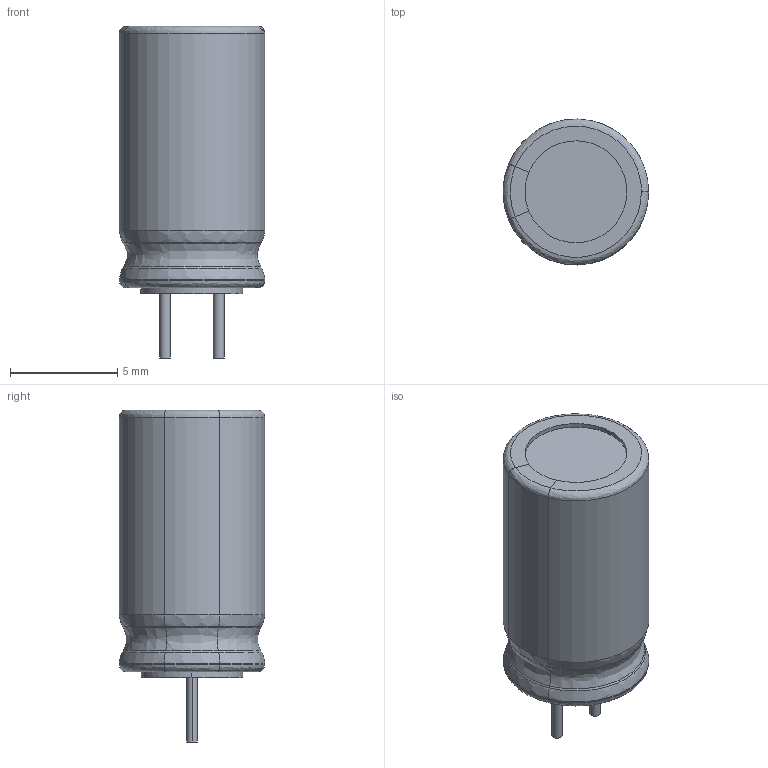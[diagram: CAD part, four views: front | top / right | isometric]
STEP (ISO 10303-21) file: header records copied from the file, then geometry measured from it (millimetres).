
FILE_DESCRIPTION(('FreeCAD Model'),'2;1');
FILE_NAME( 'cap_el_6_3.step', '2016-02-29T14:20:54',('Author'),(''), 'Open CASCADE STEP processor 6.8','FreeCAD','Unknown');
FILE_SCHEMA(('AUTOMOTIVE_DESIGN_CC2 { 1 2 10303 214 -1 1 5 4 }'));
Length unit declared in the file: millimetre
Products named in the file (2): ASSEMBLY; Fusion
Assembly tree (1 placements, depth 2):
  ASSEMBLY
    Fusion
Bounding box: 6.79 x 6.8 x 15.5 mm (x, y, z)
Volume: 437.6 mm3; surface area: 344.3 mm2
Topology: 1 solids, 1 shells, 44 faces, 93 edges, 53 vertices
Faces by surface type: cylinder 15, bspline 15, plane 8, cone 6
Entity records: 5689 total; most frequent: CARTESIAN_POINT 3762, DIRECTION 225, ORIENTED_EDGE 186, PCURVE 186, DEFINITIONAL_REPRESENTATION 186, B_SPLINE_CURVE_WITH_KNOTS 145, EDGE_CURVE 93, SURFACE_CURVE 93
